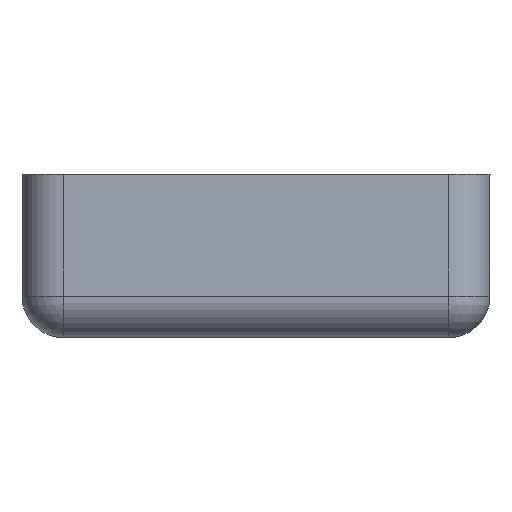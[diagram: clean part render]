
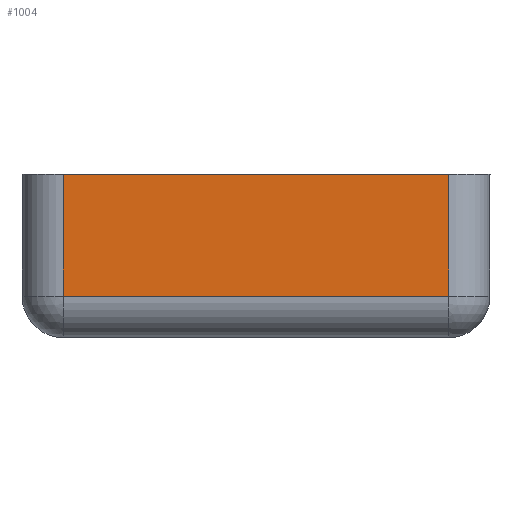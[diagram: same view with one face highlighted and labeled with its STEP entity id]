
A CAD part, left-side view. The second image highlights one B-rep face of the part: STEP entity #1004.
In plain terms, the highlighted planar face has unit normal (-1, 0, 0).
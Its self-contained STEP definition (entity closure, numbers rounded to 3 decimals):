
#947=CARTESIAN_POINT('',(-59.031,7.425,1.6));
#948=VERTEX_POINT('',#947);
#956=CARTESIAN_POINT('',(-59.031,7.425,6.3));
#957=VERTEX_POINT('',#956);
#958=CARTESIAN_POINT('',(-59.031,7.425,6.3));
#959=DIRECTION('',(-0.,-0.,-1.));
#960=VECTOR('',#959,4.7);
#961=LINE('',#958,#960);
#962=EDGE_CURVE('',#957,#948,#961,.T.);
#974=CARTESIAN_POINT('',(-59.031,0.,-0.4));
#975=DIRECTION('',(-1.,0.,0.));
#976=DIRECTION('',(0.,-1.,0.));
#977=AXIS2_PLACEMENT_3D('',#974,#975,#976);
#978=PLANE('',#977);
#979=ORIENTED_EDGE('',*,*,#962,.T.);
#980=CARTESIAN_POINT('',(-59.031,-7.425,1.6));
#981=VERTEX_POINT('',#980);
#982=CARTESIAN_POINT('',(-59.031,7.425,1.6));
#983=DIRECTION('',(0.,-1.,-0.));
#984=VECTOR('',#983,14.85);
#985=LINE('',#982,#984);
#986=EDGE_CURVE('',#948,#981,#985,.T.);
#987=ORIENTED_EDGE('',*,*,#986,.T.);
#988=CARTESIAN_POINT('',(-59.031,-7.425,6.3));
#989=VERTEX_POINT('',#988);
#990=CARTESIAN_POINT('',(-59.031,-7.425,6.3));
#991=DIRECTION('',(0.,0.,-1.));
#992=VECTOR('',#991,4.7);
#993=LINE('',#990,#992);
#994=EDGE_CURVE('',#989,#981,#993,.T.);
#995=ORIENTED_EDGE('',*,*,#994,.F.);
#996=CARTESIAN_POINT('',(-59.031,7.425,6.3));
#997=DIRECTION('',(0.,-1.,0.));
#998=VECTOR('',#997,14.85);
#999=LINE('',#996,#998);
#1000=EDGE_CURVE('',#957,#989,#999,.T.);
#1001=ORIENTED_EDGE('',*,*,#1000,.F.);
#1002=EDGE_LOOP('',(#979,#987,#995,#1001));
#1003=FACE_BOUND('',#1002,.T.);
#1004=ADVANCED_FACE('',(#1003),#978,.T.);
